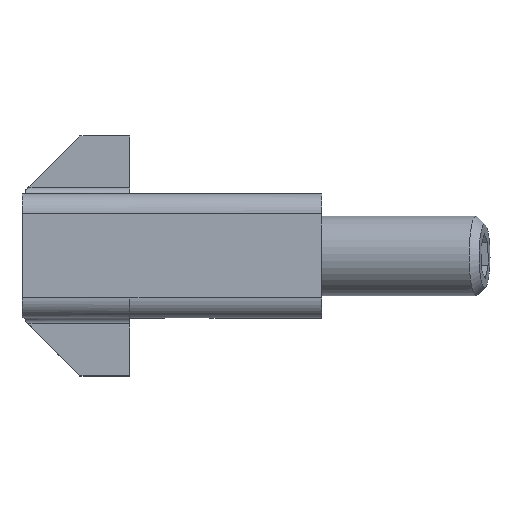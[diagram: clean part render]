
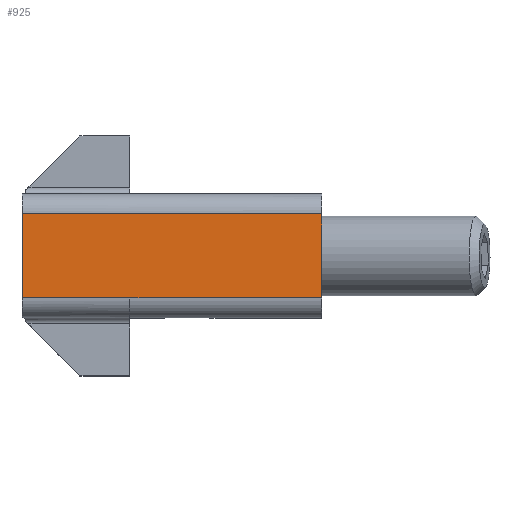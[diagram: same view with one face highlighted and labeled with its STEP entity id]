
A CAD part, top view. The second image highlights one B-rep face of the part: STEP entity #925.
In plain terms, the highlighted planar face has unit normal (0, 0, 1).
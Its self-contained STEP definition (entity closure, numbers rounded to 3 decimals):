
#46=PLANE($,#1001);
#126=LINE($,#1640,#207);
#127=LINE($,#1644,#208);
#135=LINE($,#1664,#216);
#136=LINE($,#1668,#217);
#137=LINE($,#1669,#218);
#207=VECTOR($,#1162,15.);
#208=VECTOR($,#1167,4.203);
#216=VECTOR($,#1191,5.399);
#217=VECTOR($,#1194,9.601);
#218=VECTOR($,#1195,4.2);
#279=FACE_OUTER_BOUND($,#332,.T.);
#332=EDGE_LOOP($,(#785,#786,#787,#788,#789,#790));
#379=CIRCLE($,#1002,1.);
#468=VERTEX_POINT($,#1637);
#469=VERTEX_POINT($,#1639);
#470=VERTEX_POINT($,#1643);
#474=VERTEX_POINT($,#1663);
#475=VERTEX_POINT($,#1665);
#476=VERTEX_POINT($,#1667);
#575=EDGE_CURVE($,#469,#468,#126,.T.);
#577=EDGE_CURVE($,#470,#468,#127,.T.);
#587=EDGE_CURVE($,#474,#470,#135,.T.);
#588=EDGE_CURVE($,#474,#475,#379,.T.);
#589=EDGE_CURVE($,#476,#475,#136,.T.);
#590=EDGE_CURVE($,#476,#469,#137,.T.);
#785=ORIENTED_EDGE($,*,*,#575,.T.);
#786=ORIENTED_EDGE($,*,*,#577,.F.);
#787=ORIENTED_EDGE($,*,*,#587,.F.);
#788=ORIENTED_EDGE($,*,*,#588,.T.);
#789=ORIENTED_EDGE($,*,*,#589,.F.);
#790=ORIENTED_EDGE($,*,*,#590,.T.);
#925=ADVANCED_FACE($,(#279),#46,.T.);
#1001=AXIS2_PLACEMENT_3D($,#1662,#1189,#1190);
#1002=AXIS2_PLACEMENT_3D($,#1666,#1192,#1193);
#1162=DIRECTION($,(-1.,0.,0.));
#1167=DIRECTION($,(0.,1.,0.));
#1189=DIRECTION('center_axis',(0.,0.,1.));
#1190=DIRECTION('ref_axis',(0.,1.,0.));
#1191=DIRECTION($,(-1.,0.,0.));
#1192=DIRECTION('center_axis',(-1.,0.,0.));
#1193=DIRECTION('ref_axis',(0.,-1.,0.));
#1194=DIRECTION($,(-1.,0.,0.));
#1195=DIRECTION($,(0.,1.,0.));
#1637=CARTESIAN_POINT('',(0.,2.1,-0.35));
#1639=CARTESIAN_POINT('',(15.,2.1,-0.35));
#1640=CARTESIAN_POINT($,(15.,2.1,-0.35));
#1643=CARTESIAN_POINT('',(0.,-2.103,-0.35));
#1644=CARTESIAN_POINT($,(0.,0.,-0.35));
#1662=CARTESIAN_POINT('Origin',(15.,2.1,-0.35));
#1663=CARTESIAN_POINT('',(5.399,-2.103,-0.35));
#1664=CARTESIAN_POINT($,(2.7,-2.103,-0.35));
#1665=CARTESIAN_POINT('',(5.399,-2.1,-0.35));
#1666=CARTESIAN_POINT('Origin',(5.399,-2.1,-1.35));
#1667=CARTESIAN_POINT('',(15.,-2.1,-0.35));
#1668=CARTESIAN_POINT($,(15.,-2.1,-0.35));
#1669=CARTESIAN_POINT($,(15.,-2.1,-0.35));
